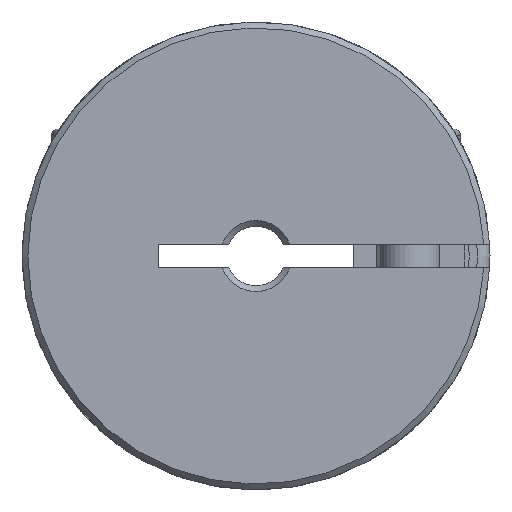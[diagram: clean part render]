
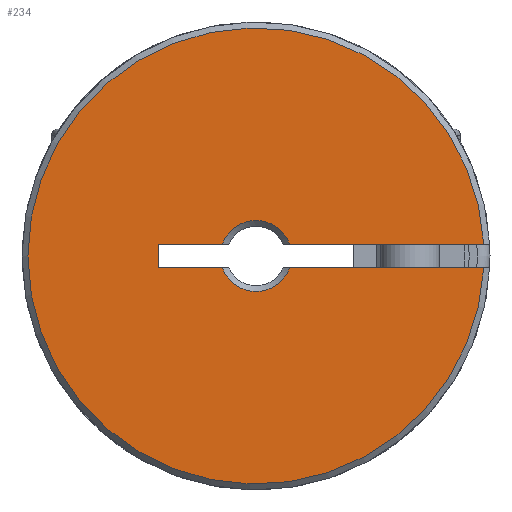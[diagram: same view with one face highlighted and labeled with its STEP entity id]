
A CAD part, left-side view. The second image highlights one B-rep face of the part: STEP entity #234.
In plain terms, the highlighted planar face has unit normal (-1, 0, 0).
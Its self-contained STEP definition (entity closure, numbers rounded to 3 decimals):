
#234 = ADVANCED_FACE( '', ( #608 ), #609, .F. );
#608 = FACE_OUTER_BOUND( '', #1189, .T. );
#609 = PLANE( '', #1190 );
#1189 = EDGE_LOOP( '', ( #1853, #1854, #1855, #1856, #1857, #1858, #1859, #1860 ) );
#1190 = AXIS2_PLACEMENT_3D( '', #1861, #1862, #1863 );
#1853 = ORIENTED_EDGE( '', *, *, #2909, .F. );
#1854 = ORIENTED_EDGE( '', *, *, #2934, .F. );
#1855 = ORIENTED_EDGE( '', *, *, #2873, .T. );
#1856 = ORIENTED_EDGE( '', *, *, #2935, .F. );
#1857 = ORIENTED_EDGE( '', *, *, #2936, .F. );
#1858 = ORIENTED_EDGE( '', *, *, #2937, .F. );
#1859 = ORIENTED_EDGE( '', *, *, #2938, .F. );
#1860 = ORIENTED_EDGE( '', *, *, #2939, .F. );
#1861 = CARTESIAN_POINT( '', ( -49.329, 0., 19.25 ) );
#1862 = DIRECTION( '', ( 1., 0., 0. ) );
#1863 = DIRECTION( '', ( 0., 1., 0. ) );
#2873 = EDGE_CURVE( '', #3325, #3326, #3327, .T. );
#2909 = EDGE_CURVE( '', #3387, #3388, #3389, .T. );
#2934 = EDGE_CURVE( '', #3325, #3387, #3430, .T. );
#2935 = EDGE_CURVE( '', #3431, #3326, #3432, .T. );
#2936 = EDGE_CURVE( '', #3433, #3431, #3434, .T. );
#2937 = EDGE_CURVE( '', #3435, #3433, #3436, .T. );
#2938 = EDGE_CURVE( '', #3437, #3435, #3438, .T. );
#2939 = EDGE_CURVE( '', #3388, #3437, #3439, .T. );
#3325 = VERTEX_POINT( '', #3957 );
#3326 = VERTEX_POINT( '', #3958 );
#3327 = CIRCLE( '', #3959, 19.25 );
#3387 = VERTEX_POINT( '', #4094 );
#3388 = VERTEX_POINT( '', #4095 );
#3389 = CIRCLE( '', #4096, 3. );
#3430 = LINE( '', #4147, #4148 );
#3431 = VERTEX_POINT( '', #4149 );
#3432 = LINE( '', #4150, #4151 );
#3433 = VERTEX_POINT( '', #4152 );
#3434 = CIRCLE( '', #4153, 3. );
#3435 = VERTEX_POINT( '', #4154 );
#3436 = LINE( '', #4155, #4156 );
#3437 = VERTEX_POINT( '', #4157 );
#3438 = LINE( '', #4158, #4159 );
#3439 = LINE( '', #4160, #4161 );
#3957 = CARTESIAN_POINT( '', ( -49.329, -19.224, 1. ) );
#3958 = CARTESIAN_POINT( '', ( -49.329, -19.224, -1. ) );
#3959 = AXIS2_PLACEMENT_3D( '', #4967, #4968, #4969 );
#4094 = CARTESIAN_POINT( '', ( -49.329, -2.828, 1. ) );
#4095 = CARTESIAN_POINT( '', ( -49.329, 2.828, 1. ) );
#4096 = AXIS2_PLACEMENT_3D( '', #5011, #5012, #5013 );
#4147 = CARTESIAN_POINT( '', ( -49.329, -20.75, 1. ) );
#4148 = VECTOR( '', #5051, 1000. );
#4149 = CARTESIAN_POINT( '', ( -49.329, -2.828, -1. ) );
#4150 = CARTESIAN_POINT( '', ( -49.329, 8.25, -1. ) );
#4151 = VECTOR( '', #5052, 1000. );
#4152 = CARTESIAN_POINT( '', ( -49.329, 2.828, -1. ) );
#4153 = AXIS2_PLACEMENT_3D( '', #5053, #5054, #5055 );
#4154 = CARTESIAN_POINT( '', ( -49.329, 8.25, -1. ) );
#4155 = CARTESIAN_POINT( '', ( -49.329, 8.25, -1. ) );
#4156 = VECTOR( '', #5056, 1000. );
#4157 = CARTESIAN_POINT( '', ( -49.329, 8.25, 1. ) );
#4158 = CARTESIAN_POINT( '', ( -49.329, 8.25, 1. ) );
#4159 = VECTOR( '', #5057, 1000. );
#4160 = CARTESIAN_POINT( '', ( -49.329, -20.75, 1. ) );
#4161 = VECTOR( '', #5058, 1000. );
#4967 = CARTESIAN_POINT( '', ( -49.329, 0., 0. ) );
#4968 = DIRECTION( '', ( -1., 0., 0. ) );
#4969 = DIRECTION( '', ( 0., 0., 1. ) );
#5011 = CARTESIAN_POINT( '', ( -49.329, 0., 0. ) );
#5012 = DIRECTION( '', ( -1., 0., 0. ) );
#5013 = DIRECTION( '', ( 0., 0., 1. ) );
#5051 = DIRECTION( '', ( 0., 1., 0. ) );
#5052 = DIRECTION( '', ( 0., -1., 0. ) );
#5053 = CARTESIAN_POINT( '', ( -49.329, 0., 0. ) );
#5054 = DIRECTION( '', ( -1., 0., 0. ) );
#5055 = DIRECTION( '', ( 0., 0., 1. ) );
#5056 = DIRECTION( '', ( 0., -1., 0. ) );
#5057 = DIRECTION( '', ( 0., 0., -1. ) );
#5058 = DIRECTION( '', ( 0., 1., 0. ) );
